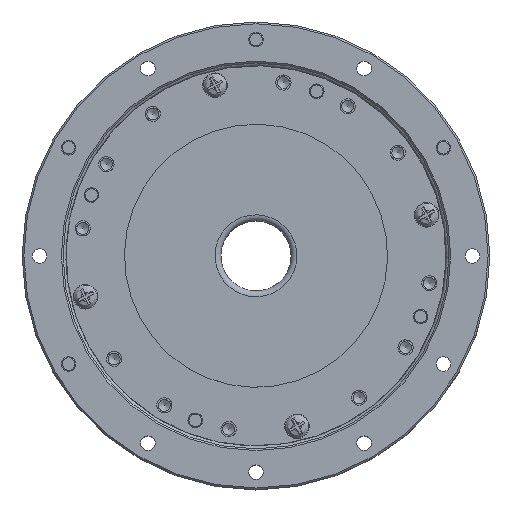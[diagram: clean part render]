
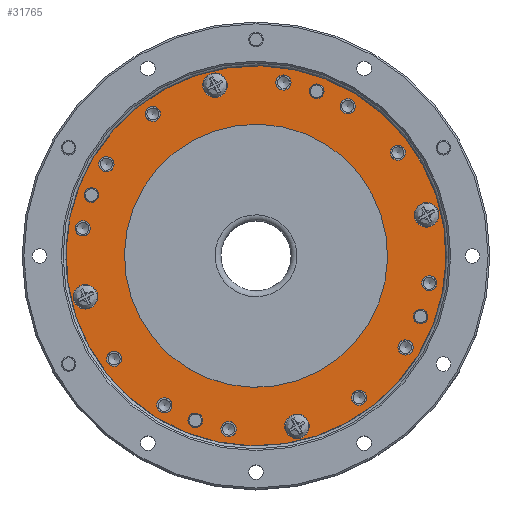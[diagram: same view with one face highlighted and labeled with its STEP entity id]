
A CAD part, top view. The second image highlights one B-rep face of the part: STEP entity #31765.
In plain terms, the highlighted face is planar.
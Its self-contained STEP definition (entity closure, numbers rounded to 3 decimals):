
#2091=FACE_BOUND('',#5885,.T.);
#2092=FACE_BOUND('',#5886,.T.);
#2093=FACE_BOUND('',#5887,.T.);
#2094=FACE_BOUND('',#5888,.T.);
#2095=FACE_BOUND('',#5889,.T.);
#2096=FACE_BOUND('',#5890,.T.);
#2097=FACE_BOUND('',#5891,.T.);
#2098=FACE_BOUND('',#5892,.T.);
#2099=FACE_BOUND('',#5893,.T.);
#2100=FACE_BOUND('',#5894,.T.);
#2101=FACE_BOUND('',#5895,.T.);
#2102=FACE_BOUND('',#5896,.T.);
#2103=FACE_BOUND('',#5897,.T.);
#2104=FACE_BOUND('',#5898,.T.);
#2105=FACE_BOUND('',#5899,.T.);
#2106=FACE_BOUND('',#5900,.T.);
#2107=FACE_BOUND('',#5901,.T.);
#2108=FACE_BOUND('',#5902,.T.);
#2109=FACE_BOUND('',#5903,.T.);
#2110=FACE_BOUND('',#5904,.T.);
#2111=FACE_BOUND('',#5905,.T.);
#2551=PLANE('',#34207);
#4019=FACE_OUTER_BOUND('',#5884,.T.);
#5884=EDGE_LOOP('',(#23224));
#5885=EDGE_LOOP('',(#23225));
#5886=EDGE_LOOP('',(#23226));
#5887=EDGE_LOOP('',(#23227));
#5888=EDGE_LOOP('',(#23228));
#5889=EDGE_LOOP('',(#23229));
#5890=EDGE_LOOP('',(#23230));
#5891=EDGE_LOOP('',(#23231));
#5892=EDGE_LOOP('',(#23232));
#5893=EDGE_LOOP('',(#23233));
#5894=EDGE_LOOP('',(#23234));
#5895=EDGE_LOOP('',(#23235));
#5896=EDGE_LOOP('',(#23236));
#5897=EDGE_LOOP('',(#23237));
#5898=EDGE_LOOP('',(#23238));
#5899=EDGE_LOOP('',(#23239));
#5900=EDGE_LOOP('',(#23240));
#5901=EDGE_LOOP('',(#23241));
#5902=EDGE_LOOP('',(#23242));
#5903=EDGE_LOOP('',(#23243));
#5904=EDGE_LOOP('',(#23244));
#5905=EDGE_LOOP('',(#23245));
#13515=CIRCLE('',#34126,2.1);
#13517=CIRCLE('',#34129,2.1);
#13519=CIRCLE('',#34132,2.1);
#13521=CIRCLE('',#34135,2.1);
#13523=CIRCLE('',#34138,1.25);
#13525=CIRCLE('',#34141,1.25);
#13527=CIRCLE('',#34144,1.25);
#13529=CIRCLE('',#34147,1.25);
#13531=CIRCLE('',#34150,1.3);
#13535=CIRCLE('',#34156,1.3);
#13537=CIRCLE('',#34159,1.3);
#13539=CIRCLE('',#34162,1.3);
#13543=CIRCLE('',#34168,1.3);
#13545=CIRCLE('',#34171,1.3);
#13547=CIRCLE('',#34174,1.3);
#13551=CIRCLE('',#34180,1.3);
#13553=CIRCLE('',#34183,1.3);
#13555=CIRCLE('',#34186,1.3);
#13559=CIRCLE('',#34192,1.3);
#13561=CIRCLE('',#34195,1.3);
#13563=CIRCLE('',#34199,22.5);
#13567=CIRCLE('',#34205,32.5);
#14962=VERTEX_POINT('',#47610);
#14964=VERTEX_POINT('',#47616);
#14966=VERTEX_POINT('',#47622);
#14968=VERTEX_POINT('',#47628);
#14970=VERTEX_POINT('',#47634);
#14972=VERTEX_POINT('',#47640);
#14974=VERTEX_POINT('',#47646);
#14976=VERTEX_POINT('',#47652);
#14978=VERTEX_POINT('',#47658);
#14982=VERTEX_POINT('',#47670);
#14984=VERTEX_POINT('',#47676);
#14986=VERTEX_POINT('',#47682);
#14990=VERTEX_POINT('',#47694);
#14992=VERTEX_POINT('',#47700);
#14994=VERTEX_POINT('',#47706);
#14998=VERTEX_POINT('',#47718);
#15000=VERTEX_POINT('',#47724);
#15002=VERTEX_POINT('',#47730);
#15006=VERTEX_POINT('',#47742);
#15008=VERTEX_POINT('',#47748);
#15010=VERTEX_POINT('',#47756);
#15014=VERTEX_POINT('',#47768);
#18033=EDGE_CURVE('',#14962,#14962,#13515,.T.);
#18036=EDGE_CURVE('',#14964,#14964,#13517,.T.);
#18039=EDGE_CURVE('',#14966,#14966,#13519,.T.);
#18042=EDGE_CURVE('',#14968,#14968,#13521,.T.);
#18045=EDGE_CURVE('',#14970,#14970,#13523,.T.);
#18048=EDGE_CURVE('',#14972,#14972,#13525,.T.);
#18051=EDGE_CURVE('',#14974,#14974,#13527,.T.);
#18054=EDGE_CURVE('',#14976,#14976,#13529,.T.);
#18057=EDGE_CURVE('',#14978,#14978,#13531,.T.);
#18063=EDGE_CURVE('',#14982,#14982,#13535,.T.);
#18066=EDGE_CURVE('',#14984,#14984,#13537,.T.);
#18069=EDGE_CURVE('',#14986,#14986,#13539,.T.);
#18075=EDGE_CURVE('',#14990,#14990,#13543,.T.);
#18078=EDGE_CURVE('',#14992,#14992,#13545,.T.);
#18081=EDGE_CURVE('',#14994,#14994,#13547,.T.);
#18087=EDGE_CURVE('',#14998,#14998,#13551,.T.);
#18090=EDGE_CURVE('',#15000,#15000,#13553,.T.);
#18093=EDGE_CURVE('',#15002,#15002,#13555,.T.);
#18099=EDGE_CURVE('',#15006,#15006,#13559,.T.);
#18102=EDGE_CURVE('',#15008,#15008,#13561,.T.);
#18105=EDGE_CURVE('',#15010,#15010,#13563,.T.);
#18111=EDGE_CURVE('',#15014,#15014,#13567,.T.);
#23224=ORIENTED_EDGE('',*,*,#18111,.F.);
#23225=ORIENTED_EDGE('',*,*,#18045,.F.);
#23226=ORIENTED_EDGE('',*,*,#18033,.F.);
#23227=ORIENTED_EDGE('',*,*,#18036,.F.);
#23228=ORIENTED_EDGE('',*,*,#18039,.F.);
#23229=ORIENTED_EDGE('',*,*,#18042,.F.);
#23230=ORIENTED_EDGE('',*,*,#18048,.F.);
#23231=ORIENTED_EDGE('',*,*,#18051,.F.);
#23232=ORIENTED_EDGE('',*,*,#18054,.F.);
#23233=ORIENTED_EDGE('',*,*,#18057,.F.);
#23234=ORIENTED_EDGE('',*,*,#18063,.F.);
#23235=ORIENTED_EDGE('',*,*,#18066,.F.);
#23236=ORIENTED_EDGE('',*,*,#18069,.F.);
#23237=ORIENTED_EDGE('',*,*,#18075,.F.);
#23238=ORIENTED_EDGE('',*,*,#18078,.F.);
#23239=ORIENTED_EDGE('',*,*,#18081,.F.);
#23240=ORIENTED_EDGE('',*,*,#18087,.F.);
#23241=ORIENTED_EDGE('',*,*,#18090,.F.);
#23242=ORIENTED_EDGE('',*,*,#18093,.F.);
#23243=ORIENTED_EDGE('',*,*,#18099,.F.);
#23244=ORIENTED_EDGE('',*,*,#18102,.F.);
#23245=ORIENTED_EDGE('',*,*,#18105,.F.);
#31765=ADVANCED_FACE('',(#4019,#2091,#2092,#2093,#2094,#2095,#2096,#2097,
#2098,#2099,#2100,#2101,#2102,#2103,#2104,#2105,#2106,#2107,#2108,#2109,
#2110,#2111),#2551,.F.);
#34126=AXIS2_PLACEMENT_3D('',#47612,#38301,#38302);
#34129=AXIS2_PLACEMENT_3D('',#47618,#38308,#38309);
#34132=AXIS2_PLACEMENT_3D('',#47624,#38315,#38316);
#34135=AXIS2_PLACEMENT_3D('',#47630,#38322,#38323);
#34138=AXIS2_PLACEMENT_3D('',#47636,#38329,#38330);
#34141=AXIS2_PLACEMENT_3D('',#47642,#38336,#38337);
#34144=AXIS2_PLACEMENT_3D('',#47648,#38343,#38344);
#34147=AXIS2_PLACEMENT_3D('',#47654,#38350,#38351);
#34150=AXIS2_PLACEMENT_3D('',#47660,#38357,#38358);
#34156=AXIS2_PLACEMENT_3D('',#47672,#38371,#38372);
#34159=AXIS2_PLACEMENT_3D('',#47678,#38378,#38379);
#34162=AXIS2_PLACEMENT_3D('',#47684,#38385,#38386);
#34168=AXIS2_PLACEMENT_3D('',#47696,#38399,#38400);
#34171=AXIS2_PLACEMENT_3D('',#47702,#38406,#38407);
#34174=AXIS2_PLACEMENT_3D('',#47708,#38413,#38414);
#34180=AXIS2_PLACEMENT_3D('',#47720,#38427,#38428);
#34183=AXIS2_PLACEMENT_3D('',#47726,#38434,#38435);
#34186=AXIS2_PLACEMENT_3D('',#47732,#38441,#38442);
#34192=AXIS2_PLACEMENT_3D('',#47744,#38455,#38456);
#34195=AXIS2_PLACEMENT_3D('',#47750,#38462,#38463);
#34199=AXIS2_PLACEMENT_3D('',#47757,#38471,#38472);
#34205=AXIS2_PLACEMENT_3D('',#47769,#38485,#38486);
#34207=AXIS2_PLACEMENT_3D('',#47773,#38490,#38491);
#38301=DIRECTION('center_axis',(0.,0.,-1.));
#38302=DIRECTION('ref_axis',(-1.,0.,0.));
#38308=DIRECTION('center_axis',(0.,0.,-1.));
#38309=DIRECTION('ref_axis',(-1.,0.,0.));
#38315=DIRECTION('center_axis',(0.,0.,-1.));
#38316=DIRECTION('ref_axis',(-1.,0.,0.));
#38322=DIRECTION('center_axis',(0.,0.,-1.));
#38323=DIRECTION('ref_axis',(-1.,0.,0.));
#38329=DIRECTION('center_axis',(0.,0.,-1.));
#38330=DIRECTION('ref_axis',(-1.,0.,0.));
#38336=DIRECTION('center_axis',(0.,0.,-1.));
#38337=DIRECTION('ref_axis',(-1.,0.,0.));
#38343=DIRECTION('center_axis',(0.,0.,-1.));
#38344=DIRECTION('ref_axis',(-1.,0.,0.));
#38350=DIRECTION('center_axis',(0.,0.,-1.));
#38351=DIRECTION('ref_axis',(-1.,0.,0.));
#38357=DIRECTION('center_axis',(0.,0.,-1.));
#38358=DIRECTION('ref_axis',(-1.,0.,0.));
#38371=DIRECTION('center_axis',(0.,0.,-1.));
#38372=DIRECTION('ref_axis',(-1.,0.,0.));
#38378=DIRECTION('center_axis',(0.,0.,-1.));
#38379=DIRECTION('ref_axis',(-1.,0.,0.));
#38385=DIRECTION('center_axis',(0.,0.,-1.));
#38386=DIRECTION('ref_axis',(-1.,0.,0.));
#38399=DIRECTION('center_axis',(0.,0.,-1.));
#38400=DIRECTION('ref_axis',(-1.,0.,0.));
#38406=DIRECTION('center_axis',(0.,0.,-1.));
#38407=DIRECTION('ref_axis',(-1.,0.,0.));
#38413=DIRECTION('center_axis',(0.,0.,-1.));
#38414=DIRECTION('ref_axis',(-1.,0.,0.));
#38427=DIRECTION('center_axis',(0.,0.,-1.));
#38428=DIRECTION('ref_axis',(-1.,0.,0.));
#38434=DIRECTION('center_axis',(0.,0.,-1.));
#38435=DIRECTION('ref_axis',(-1.,0.,0.));
#38441=DIRECTION('center_axis',(0.,0.,-1.));
#38442=DIRECTION('ref_axis',(-1.,0.,0.));
#38455=DIRECTION('center_axis',(0.,0.,-1.));
#38456=DIRECTION('ref_axis',(-1.,0.,0.));
#38462=DIRECTION('center_axis',(0.,0.,-1.));
#38463=DIRECTION('ref_axis',(-1.,0.,0.));
#38471=DIRECTION('center_axis',(0.,0.,-1.));
#38472=DIRECTION('ref_axis',(1.,0.,0.));
#38485=DIRECTION('center_axis',(0.,0.,1.));
#38486=DIRECTION('ref_axis',(1.,0.,0.));
#38490=DIRECTION('center_axis',(0.,0.,1.));
#38491=DIRECTION('ref_axis',(1.,0.,0.));
#47610=CARTESIAN_POINT('',(-19.113,-21.213,0.));
#47612=CARTESIAN_POINT('Origin',(-21.213,-21.213,0.));
#47616=CARTESIAN_POINT('',(23.313,-21.213,0.));
#47618=CARTESIAN_POINT('Origin',(21.213,-21.213,0.));
#47622=CARTESIAN_POINT('',(23.313,21.213,0.));
#47624=CARTESIAN_POINT('Origin',(21.213,21.213,0.));
#47628=CARTESIAN_POINT('',(-19.113,21.213,0.));
#47630=CARTESIAN_POINT('Origin',(-21.213,21.213,0.));
#47634=CARTESIAN_POINT('',(-4.603,-29.424,0.));
#47636=CARTESIAN_POINT('Origin',(-5.853,-29.424,0.));
#47640=CARTESIAN_POINT('',(30.674,-5.853,0.));
#47642=CARTESIAN_POINT('Origin',(29.424,-5.853,0.));
#47646=CARTESIAN_POINT('',(7.103,29.424,0.));
#47648=CARTESIAN_POINT('Origin',(5.853,29.424,0.));
#47652=CARTESIAN_POINT('',(-28.174,5.853,0.));
#47654=CARTESIAN_POINT('Origin',(-29.424,5.853,0.));
#47658=CARTESIAN_POINT('',(-26.416,-11.481,0.));
#47660=CARTESIAN_POINT('Origin',(-27.716,-11.481,0.));
#47670=CARTESIAN_POINT('',(-10.181,-27.716,0.));
#47672=CARTESIAN_POINT('Origin',(-11.481,-27.716,0.));
#47676=CARTESIAN_POINT('',(1.3,-30.,0.));
#47678=CARTESIAN_POINT('Origin',(0.,-30.,0.));
#47682=CARTESIAN_POINT('',(12.781,-27.716,0.));
#47684=CARTESIAN_POINT('Origin',(11.481,-27.716,0.));
#47694=CARTESIAN_POINT('',(29.016,-11.481,0.));
#47696=CARTESIAN_POINT('Origin',(27.716,-11.481,0.));
#47700=CARTESIAN_POINT('',(31.3,0.,0.));
#47702=CARTESIAN_POINT('Origin',(30.,0.,0.));
#47706=CARTESIAN_POINT('',(29.016,11.481,0.));
#47708=CARTESIAN_POINT('Origin',(27.716,11.481,0.));
#47718=CARTESIAN_POINT('',(12.781,27.716,0.));
#47720=CARTESIAN_POINT('Origin',(11.481,27.716,0.));
#47724=CARTESIAN_POINT('',(1.3,30.,0.));
#47726=CARTESIAN_POINT('Origin',(0.,30.,0.));
#47730=CARTESIAN_POINT('',(-10.181,27.716,0.));
#47732=CARTESIAN_POINT('Origin',(-11.481,27.716,0.));
#47742=CARTESIAN_POINT('',(-26.416,11.481,0.));
#47744=CARTESIAN_POINT('Origin',(-27.716,11.481,0.));
#47748=CARTESIAN_POINT('',(-28.7,0.,0.));
#47750=CARTESIAN_POINT('Origin',(-30.,0.,0.));
#47756=CARTESIAN_POINT('',(-22.5,0.,0.));
#47757=CARTESIAN_POINT('Origin',(0.,0.,0.));
#47768=CARTESIAN_POINT('',(32.5,0.,0.));
#47769=CARTESIAN_POINT('Origin',(0.,0.,0.));
#47773=CARTESIAN_POINT('Origin',(0.,0.,0.));
